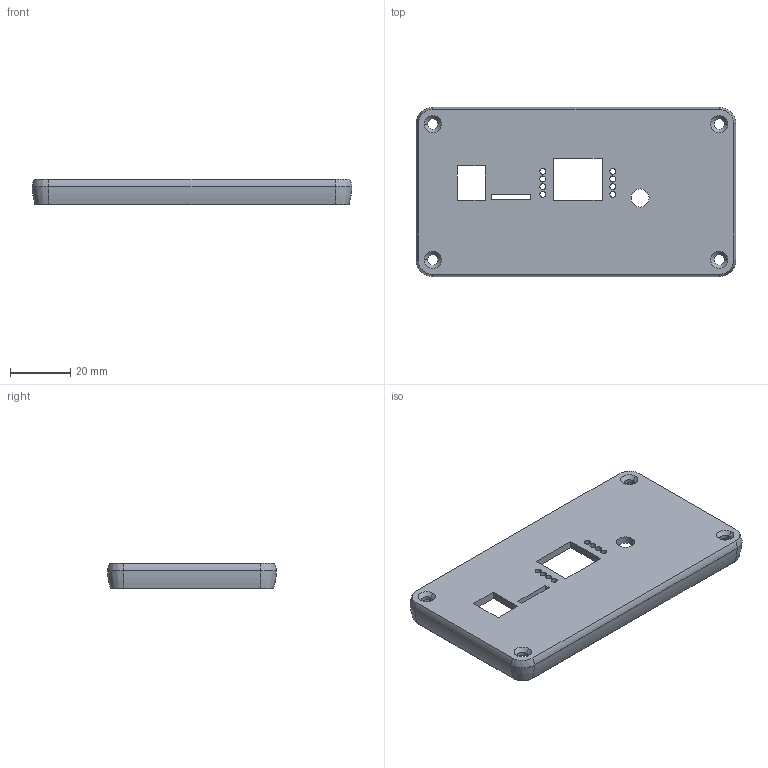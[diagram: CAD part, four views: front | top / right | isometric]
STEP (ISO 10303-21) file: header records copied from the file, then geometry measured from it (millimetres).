
FILE_DESCRIPTION(/* description */ ('Alibre Inc.'),/* implementation_level */ '2;1');
FILE_NAME(/* name */ 'export-1D7DB4C0-F603-4FC6-9174-F02578E832EC',/* time_stamp */ '2019-10-06T12:21:55+02:00',/* author */ (''),/* organization */ (''),/* preprocessor_version */ 'ST-DEVELOPER v17',/* originating_system */ 'Alibre',/* authorisation */ '');
FILE_SCHEMA (('AUTOMOTIVE_DESIGN'));
Length unit declared in the file: millimetre
Bounding box: 106.13 x 56.13 x 8.5 mm (x, y, z)
Volume: 15538.1 mm3; surface area: 15563.2 mm2
Topology: 1 solids, 1 shells, 92 faces, 244 edges, 155 vertices
Faces by surface type: cylinder 37, bspline 24, plane 19, torus 12
Full cylindrical faces by diameter (mm): 2 x8, 6 x1
Entity records: 3232 total; most frequent: CARTESIAN_POINT 988, DIRECTION 453, ORIENTED_EDGE 452, EDGE_CURVE 226, AXIS2_PLACEMENT_3D 194, VERTEX_POINT 146, EDGE_LOOP 134, FACE_BOUND 134
